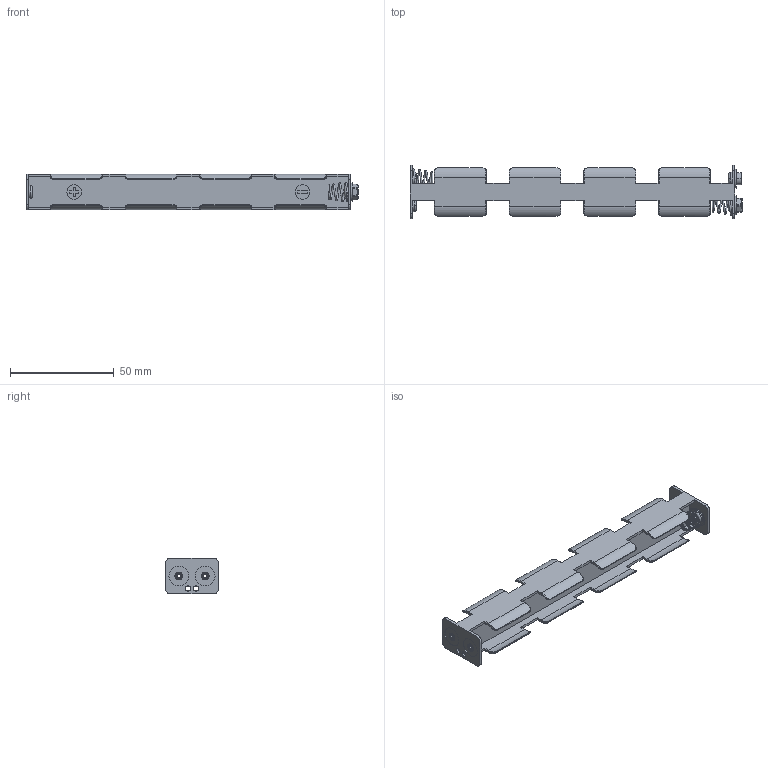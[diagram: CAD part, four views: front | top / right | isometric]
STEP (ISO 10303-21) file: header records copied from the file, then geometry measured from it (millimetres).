
FILE_DESCRIPTION (( 'STEP AP214' ), '1' );
FILE_NAME ('BH16AASF.STEP', '2019-12-03T14:01:10', ( '' ), ( '' ), 'SwSTEP 2.0', 'SolidWorks 2017', '' );
FILE_SCHEMA (( 'AUTOMOTIVE_DESIGN' ));
Length unit declared in the file: millimetre
Products named in the file (1): BH16AASF
Bounding box: 159.93 x 25.7 x 17.2 mm (x, y, z)
Volume: 11015.3 mm3; surface area: 19517.7 mm2
Topology: 5 solids, 7 shells, 757 faces, 1874 edges, 1164 vertices
Faces by surface type: cylinder 312, plane 257, torus 116, bspline 72
Entity records: 28970 total; most frequent: CARTESIAN_POINT 10932, DIRECTION 3868, ORIENTED_EDGE 3740, EDGE_CURVE 1870, AXIS2_PLACEMENT_3D 1504, VERTEX_POINT 1162, LINE 860, VECTOR 860
